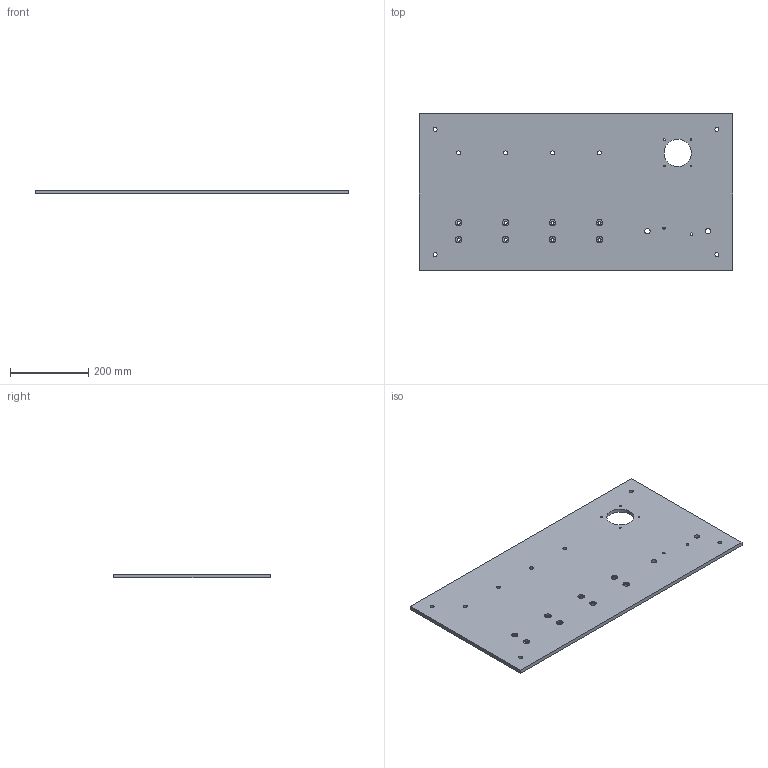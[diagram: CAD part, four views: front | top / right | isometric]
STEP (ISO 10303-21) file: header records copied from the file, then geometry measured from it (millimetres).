
FILE_DESCRIPTION (( 'STEP AP203' ), '1' );
FILE_NAME ('pannel.STEP', '2017-02-11T22:50:52', ( '' ), ( '' ), 'SwSTEP 2.0', 'SolidWorks 2016', '' );
FILE_SCHEMA (( 'CONFIG_CONTROL_DESIGN' ));
Length unit declared in the file: millimetre
Products named in the file (1): pannel
Bounding box: 800 x 400 x 10 mm (x, y, z)
Volume: 3141830.3 mm3; surface area: 662749.6 mm2
Topology: 1 solids, 1 shells, 80 faces, 210 edges, 140 vertices
Faces by surface type: cylinder 66, plane 14
Entity records: 2723 total; most frequent: DIRECTION 504, CARTESIAN_POINT 431, ORIENTED_EDGE 420, AXIS2_PLACEMENT_3D 213, EDGE_CURVE 210, VERTEX_POINT 140, EDGE_LOOP 138, CIRCLE 132
